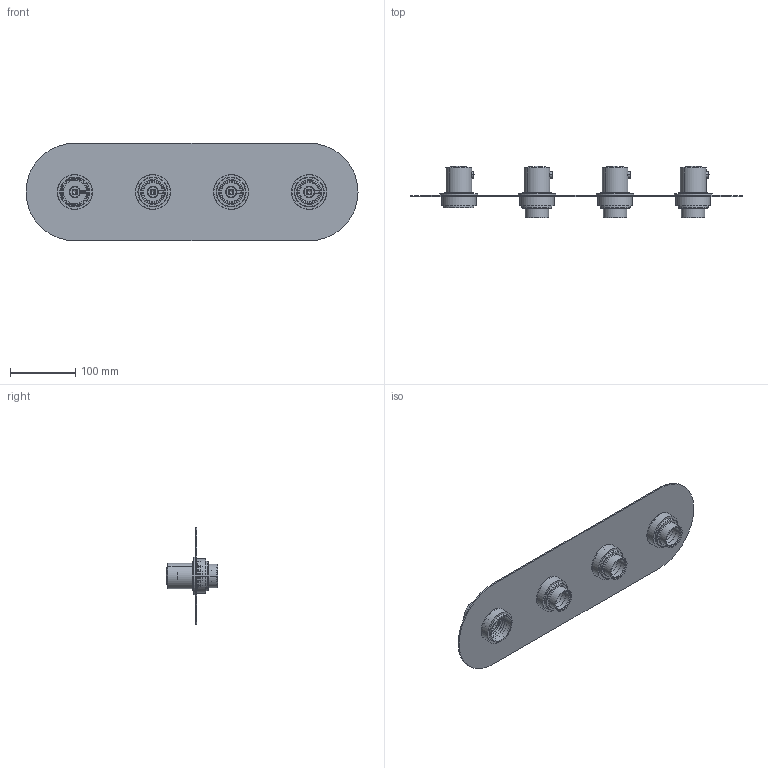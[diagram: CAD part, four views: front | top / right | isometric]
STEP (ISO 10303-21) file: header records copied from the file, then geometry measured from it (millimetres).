
FILE_DESCRIPTION((''),'2;1');
FILE_NAME('SM01V300_ASM','2020-09-21T',('AdrianoZ'),(''),'PRO/ENGINEER BY PARAMETRIC TECHNOLOGY CORPORATION, 2004150','PRO/ENGINEER BY PARAMETRIC TECHNOLOGY CORPORATION, 2004150','');
FILE_SCHEMA(('CONFIG_CONTROL_DESIGN'));
Length unit declared in the file: millimetre
Products named in the file (14): PI_115; CP_17; CP_92; 32148; PG_18; MC_KR; PU_05; MO_14_COMPRESSA; PE_15; IN_05; 021_KR01L55_ASM; LE_12; 027_KR01L13_ASM; SM01V300_ASM
Assembly tree (25 placements, depth 3):
  SM01V300_ASM
    PI_115
    CP_17
    CP_92  x3
    32148  x4
    PG_18  x4
    021_KR01L55_ASM
      MC_KR
      PU_05
      MO_14_COMPRESSA
      PE_15
      IN_05
    027_KR01L13_ASM  x3
      MC_KR
      LE_12
      IN_05
Bounding box: 510 x 78.6 x 150 mm (x, y, z)
Volume: 325879.6 mm3; surface area: 291597 mm2
Topology: 27 solids, 53 shells, 1793 faces, 4616 edges, 2917 vertices
Faces by surface type: plane 1101, cylinder 410, torus 160, cone 104, sphere 16, bspline 2
Entity records: 18300 total; most frequent: CARTESIAN_POINT 4841, DIRECTION 2862, ORIENTED_EDGE 2646, EDGE_CURVE 1344, AXIS2_PLACEMENT_3D 1076, VERTEX_POINT 855, VECTOR 710, LINE 710
